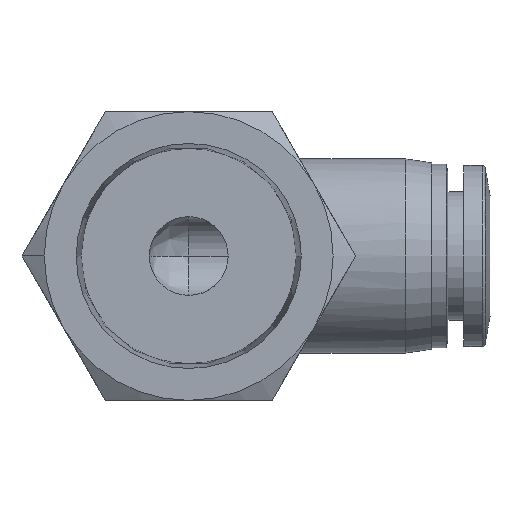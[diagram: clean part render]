
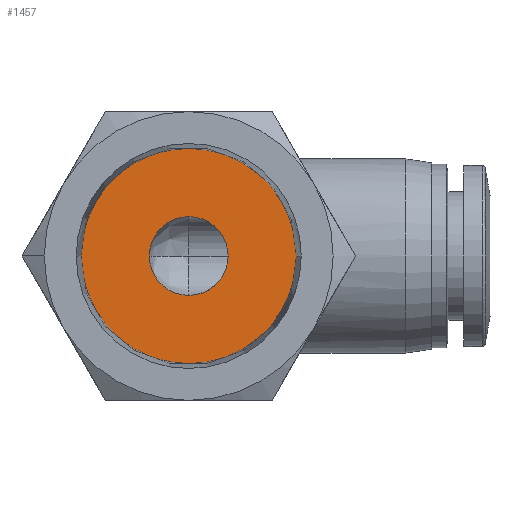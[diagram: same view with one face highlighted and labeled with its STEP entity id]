
A CAD part, front view. The second image highlights one B-rep face of the part: STEP entity #1457.
In plain terms, the highlighted planar face has unit normal (0, -1, 0).
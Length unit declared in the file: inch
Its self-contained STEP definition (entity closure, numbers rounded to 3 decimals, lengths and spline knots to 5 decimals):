
#18 = DIRECTION ( 'NONE',  ( 0., -1., 0. ) ) ;
#26 = DIRECTION ( 'NONE',  ( 0., 1., 0. ) ) ;
#53 = DIRECTION ( 'NONE',  ( 1., 0., 0. ) ) ;
#88 = CARTESIAN_POINT ( 'NONE',  ( -0.32274, -0.07874, 0. ) ) ;
#388 = ORIENTED_EDGE ( 'NONE', *, *, #2160, .F. ) ;
#392 = FACE_OUTER_BOUND ( 'NONE', #2015, .T. ) ;
#398 = CIRCLE ( 'NONE', #2211, 0.11811 ) ;
#440 = VERTEX_POINT ( 'NONE', #88 ) ;
#442 = CARTESIAN_POINT ( 'NONE',  ( 0., -0.07874, 0. ) ) ;
#464 = AXIS2_PLACEMENT_3D ( 'NONE', #592, #2090, #812 ) ;
#507 = EDGE_LOOP ( 'NONE', ( #388, #2717 ) ) ;
#592 = CARTESIAN_POINT ( 'NONE',  ( 0., -0.07874, 0. ) ) ;
#658 = DIRECTION ( 'NONE',  ( 1., 0., 0. ) ) ;
#809 = EDGE_CURVE ( 'NONE', #440, #1656, #958, .T. ) ;
#812 = DIRECTION ( 'NONE',  ( 1., 0., 0. ) ) ;
#814 = EDGE_CURVE ( 'NONE', #1326, #2610, #398, .T. ) ;
#817 = CARTESIAN_POINT ( 'NONE',  ( 0.32274, -0.07874, 0. ) ) ;
#923 = CARTESIAN_POINT ( 'NONE',  ( -0.11811, -0.07874, 0. ) ) ;
#958 = CIRCLE ( 'NONE', #1651, 0.32274 ) ;
#1268 = CIRCLE ( 'NONE', #464, 0.11811 ) ;
#1288 = CARTESIAN_POINT ( 'NONE',  ( 0., -0.07874, 0. ) ) ;
#1326 = VERTEX_POINT ( 'NONE', #923 ) ;
#1327 = DIRECTION ( 'NONE',  ( 0., -1., 0. ) ) ;
#1457 = ADVANCED_FACE ( 'NONE', ( #2168, #392 ), #1941, .F. ) ;
#1501 = CARTESIAN_POINT ( 'NONE',  ( 0.11811, -0.07874, 0. ) ) ;
#1520 = DIRECTION ( 'NONE',  ( 1., 0., 0. ) ) ;
#1530 = DIRECTION ( 'NONE',  ( 0., 0., 1. ) ) ;
#1538 = EDGE_CURVE ( 'NONE', #1656, #440, #1970, .T. ) ;
#1651 = AXIS2_PLACEMENT_3D ( 'NONE', #1288, #18, #1520 ) ;
#1656 = VERTEX_POINT ( 'NONE', #817 ) ;
#1768 = ORIENTED_EDGE ( 'NONE', *, *, #1538, .T. ) ;
#1939 = DIRECTION ( 'NONE',  ( 0., -1., 0. ) ) ;
#1941 = PLANE ( 'NONE',  #2054 ) ;
#1970 = CIRCLE ( 'NONE', #2462, 0.32274 ) ;
#2015 = EDGE_LOOP ( 'NONE', ( #1768, #2585 ) ) ;
#2054 = AXIS2_PLACEMENT_3D ( 'NONE', #2159, #26, #1530 ) ;
#2090 = DIRECTION ( 'NONE',  ( 0., -1., 0. ) ) ;
#2159 = CARTESIAN_POINT ( 'NONE',  ( -0.22042, -0.07874, 0. ) ) ;
#2160 = EDGE_CURVE ( 'NONE', #2610, #1326, #1268, .T. ) ;
#2168 = FACE_BOUND ( 'NONE', #507, .T. ) ;
#2211 = AXIS2_PLACEMENT_3D ( 'NONE', #442, #1939, #658 ) ;
#2462 = AXIS2_PLACEMENT_3D ( 'NONE', #2587, #1327, #53 ) ;
#2585 = ORIENTED_EDGE ( 'NONE', *, *, #809, .T. ) ;
#2587 = CARTESIAN_POINT ( 'NONE',  ( 0., -0.07874, 0. ) ) ;
#2610 = VERTEX_POINT ( 'NONE', #1501 ) ;
#2717 = ORIENTED_EDGE ( 'NONE', *, *, #814, .F. ) ;
